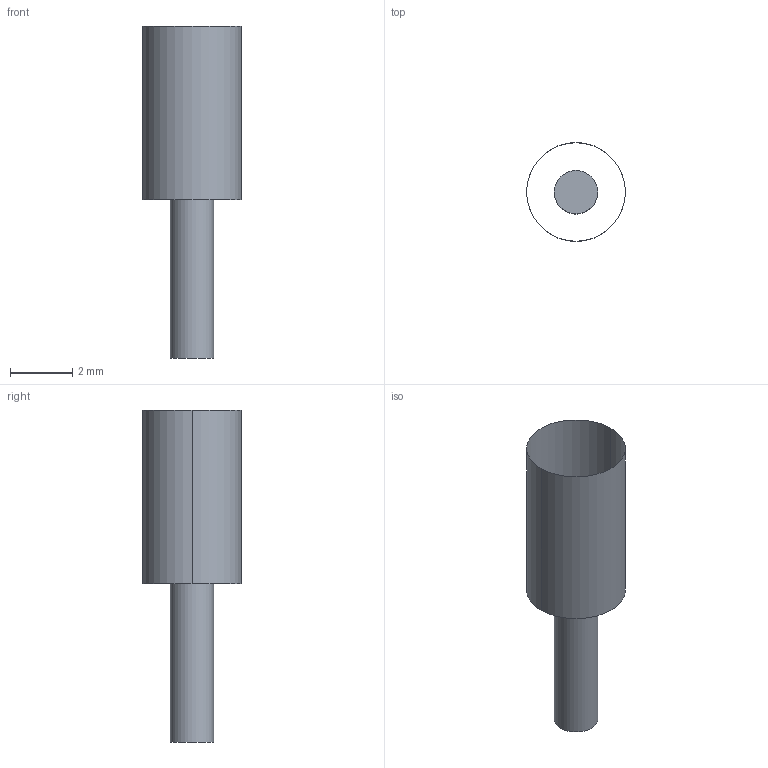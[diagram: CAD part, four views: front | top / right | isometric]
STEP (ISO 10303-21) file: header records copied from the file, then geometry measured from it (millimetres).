
FILE_DESCRIPTION(('CAx-IF Rec.Pracs.---Model Styling and Organization---1.5---2016-08-15','CAx-IF Rec.Pracs.---Geometric and Assembly Validation Properties---4.4---2016-08-17','CAx-IF Rec.Pracs.---User Defined Attributes---1.5---2016-08-15','CAx-IF Rec.Pracs.---External References---2.1---2005-01-19'),'2;1');
FILE_NAME('293484.1.3.step','2025-06-12T04:14:18',('Unspecified'),('Unspecified'),'CAD Exchanger 3.10.2 (cadexchanger.com)','Unspecified','');
FILE_SCHEMA(('AUTOMOTIVE_DESIGN { 1 0 10303 214 1 1 1 1 }'));
Length unit declared in the file: millimetre
Products named in the file (3): ASSEMBLY; Body; Leads
Assembly tree (2 placements, depth 2):
  ASSEMBLY
    Body
    Leads
Bounding box: 3.18 x 3.18 x 10.69 mm (x, y, z)
Volume: 7.9 mm3; surface area: 81.4 mm2
Topology: 1 solids, 2 shells, 5 faces, 9 edges, 6 vertices
Faces by surface type: cylinder 3, plane 2
Full cylindrical faces by diameter (mm): 1.4 x1
Entity records: 182 total; most frequent: DIRECTION 29, CARTESIAN_POINT 22, ORIENTED_EDGE 14, AXIS2_PLACEMENT_3D 13, EDGE_CURVE 9, VERTEX_POINT 6, CIRCLE 6, PRODUCT_DEFINITION_SHAPE 5
